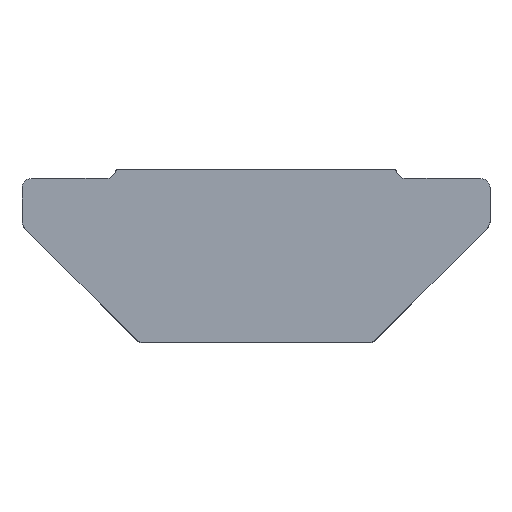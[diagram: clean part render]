
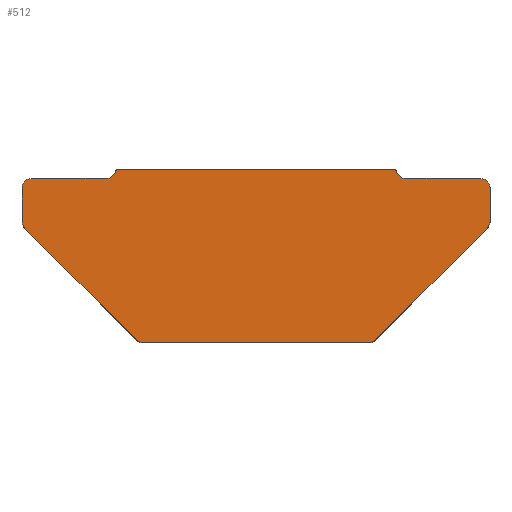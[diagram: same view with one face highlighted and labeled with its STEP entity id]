
A CAD part, top view. The second image highlights one B-rep face of the part: STEP entity #512.
In plain terms, the highlighted planar face has unit normal (0, 0, 1).
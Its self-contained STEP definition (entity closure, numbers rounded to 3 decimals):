
#20=PLANE('',#567);
#39=FACE_OUTER_BOUND('',#68,.T.);
#68=EDGE_LOOP('',(#378,#379,#380,#381,#382,#383,#384,#385,#386,#387,#388,
#389,#390,#391,#392,#393,#394,#395));
#98=LINE('',#770,#151);
#107=LINE('',#813,#160);
#108=LINE('',#817,#161);
#109=LINE('',#821,#162);
#110=LINE('',#825,#163);
#111=LINE('',#829,#164);
#112=LINE('',#833,#165);
#113=LINE('',#837,#166);
#151=VECTOR('',#614,10.);
#160=VECTOR('',#653,10.);
#161=VECTOR('',#656,10.);
#162=VECTOR('',#659,10.);
#163=VECTOR('',#662,10.);
#164=VECTOR('',#665,10.);
#165=VECTOR('',#668,10.);
#166=VECTOR('',#671,10.);
#200=CIRCLE('',#551,0.1);
#212=CIRCLE('',#566,0.1);
#213=CIRCLE('',#568,0.2);
#214=CIRCLE('',#569,0.2);
#215=CIRCLE('',#570,0.2);
#216=CIRCLE('',#571,0.2);
#217=CIRCLE('',#572,0.2);
#218=CIRCLE('',#573,0.2);
#219=CIRCLE('',#574,0.2);
#220=CIRCLE('',#575,0.2);
#222=VERTEX_POINT('',#757);
#223=VERTEX_POINT('',#758);
#227=VERTEX_POINT('',#768);
#244=VERTEX_POINT('',#806);
#245=VERTEX_POINT('',#810);
#246=VERTEX_POINT('',#812);
#247=VERTEX_POINT('',#814);
#248=VERTEX_POINT('',#816);
#249=VERTEX_POINT('',#818);
#250=VERTEX_POINT('',#820);
#251=VERTEX_POINT('',#822);
#252=VERTEX_POINT('',#824);
#253=VERTEX_POINT('',#826);
#254=VERTEX_POINT('',#828);
#255=VERTEX_POINT('',#830);
#256=VERTEX_POINT('',#832);
#257=VERTEX_POINT('',#834);
#258=VERTEX_POINT('',#836);
#272=EDGE_CURVE('',#222,#223,#200,.T.);
#278=EDGE_CURVE('',#222,#227,#98,.T.);
#297=EDGE_CURVE('',#244,#227,#212,.T.);
#298=EDGE_CURVE('',#245,#244,#213,.T.);
#299=EDGE_CURVE('',#246,#245,#107,.T.);
#300=EDGE_CURVE('',#247,#246,#214,.T.);
#301=EDGE_CURVE('',#248,#247,#108,.T.);
#302=EDGE_CURVE('',#249,#248,#215,.T.);
#303=EDGE_CURVE('',#250,#249,#109,.T.);
#304=EDGE_CURVE('',#251,#250,#216,.T.);
#305=EDGE_CURVE('',#252,#251,#110,.T.);
#306=EDGE_CURVE('',#253,#252,#217,.T.);
#307=EDGE_CURVE('',#254,#253,#111,.T.);
#308=EDGE_CURVE('',#255,#254,#218,.T.);
#309=EDGE_CURVE('',#256,#255,#112,.T.);
#310=EDGE_CURVE('',#257,#256,#219,.T.);
#311=EDGE_CURVE('',#258,#257,#113,.T.);
#312=EDGE_CURVE('',#223,#258,#220,.T.);
#378=ORIENTED_EDGE('',*,*,#272,.F.);
#379=ORIENTED_EDGE('',*,*,#278,.T.);
#380=ORIENTED_EDGE('',*,*,#297,.F.);
#381=ORIENTED_EDGE('',*,*,#298,.F.);
#382=ORIENTED_EDGE('',*,*,#299,.F.);
#383=ORIENTED_EDGE('',*,*,#300,.F.);
#384=ORIENTED_EDGE('',*,*,#301,.F.);
#385=ORIENTED_EDGE('',*,*,#302,.F.);
#386=ORIENTED_EDGE('',*,*,#303,.F.);
#387=ORIENTED_EDGE('',*,*,#304,.F.);
#388=ORIENTED_EDGE('',*,*,#305,.F.);
#389=ORIENTED_EDGE('',*,*,#306,.F.);
#390=ORIENTED_EDGE('',*,*,#307,.F.);
#391=ORIENTED_EDGE('',*,*,#308,.F.);
#392=ORIENTED_EDGE('',*,*,#309,.F.);
#393=ORIENTED_EDGE('',*,*,#310,.F.);
#394=ORIENTED_EDGE('',*,*,#311,.F.);
#395=ORIENTED_EDGE('',*,*,#312,.F.);
#512=ADVANCED_FACE('',(#39),#20,.T.);
#551=AXIS2_PLACEMENT_3D('',#759,#604,#605);
#566=AXIS2_PLACEMENT_3D('',#808,#647,#648);
#567=AXIS2_PLACEMENT_3D('',#809,#649,#650);
#568=AXIS2_PLACEMENT_3D('',#811,#651,#652);
#569=AXIS2_PLACEMENT_3D('',#815,#654,#655);
#570=AXIS2_PLACEMENT_3D('',#819,#657,#658);
#571=AXIS2_PLACEMENT_3D('',#823,#660,#661);
#572=AXIS2_PLACEMENT_3D('',#827,#663,#664);
#573=AXIS2_PLACEMENT_3D('',#831,#666,#667);
#574=AXIS2_PLACEMENT_3D('',#835,#669,#670);
#575=AXIS2_PLACEMENT_3D('',#838,#672,#673);
#604=DIRECTION('center_axis',(0.,0.,-1.));
#605=DIRECTION('ref_axis',(0.,-1.,0.));
#614=DIRECTION('',(-1.,0.,0.));
#647=DIRECTION('center_axis',(0.,0.,-1.));
#648=DIRECTION('ref_axis',(0.,-1.,0.));
#649=DIRECTION('center_axis',(0.,0.,1.));
#650=DIRECTION('ref_axis',(1.,0.,0.));
#651=DIRECTION('center_axis',(0.,0.,1.));
#652=DIRECTION('ref_axis',(0.,-1.,0.));
#653=DIRECTION('',(1.,0.,0.));
#654=DIRECTION('center_axis',(0.,0.,-1.));
#655=DIRECTION('ref_axis',(0.,1.,0.));
#656=DIRECTION('',(0.,1.,0.));
#657=DIRECTION('center_axis',(0.,0.,-1.));
#658=DIRECTION('ref_axis',(-1.,0.,0.));
#659=DIRECTION('',(-0.707,0.707,0.));
#660=DIRECTION('center_axis',(0.,0.,-1.));
#661=DIRECTION('ref_axis',(-0.707,-0.707,0.));
#662=DIRECTION('',(-1.,0.,0.));
#663=DIRECTION('center_axis',(0.,0.,-1.));
#664=DIRECTION('ref_axis',(0.,-1.,0.));
#665=DIRECTION('',(-0.707,-0.707,0.));
#666=DIRECTION('center_axis',(0.,0.,-1.));
#667=DIRECTION('ref_axis',(0.707,-0.707,0.));
#668=DIRECTION('',(0.,-1.,0.));
#669=DIRECTION('center_axis',(0.,0.,-1.));
#670=DIRECTION('ref_axis',(1.,0.,0.));
#671=DIRECTION('',(1.,0.,0.));
#672=DIRECTION('center_axis',(0.,0.,1.));
#673=DIRECTION('ref_axis',(-1.,0.,0.));
#757=CARTESIAN_POINT('',(7.959,3.7,9.));
#758=CARTESIAN_POINT('',(8.054,3.633,9.));
#759=CARTESIAN_POINT('Origin',(7.959,3.6,9.));
#768=CARTESIAN_POINT('',(2.125,3.7,9.));
#770=CARTESIAN_POINT('',(6.542,3.7,9.));
#806=CARTESIAN_POINT('',(2.031,3.633,9.));
#808=CARTESIAN_POINT('Origin',(2.125,3.6,9.));
#809=CARTESIAN_POINT('Origin',(5.042,2.5,9.));
#810=CARTESIAN_POINT('',(1.842,3.5,9.));
#811=CARTESIAN_POINT('Origin',(1.842,3.7,9.));
#812=CARTESIAN_POINT('',(0.242,3.5,9.));
#813=CARTESIAN_POINT('',(3.442,3.5,9.));
#814=CARTESIAN_POINT('',(0.042,3.3,9.));
#815=CARTESIAN_POINT('Origin',(0.242,3.3,9.));
#816=CARTESIAN_POINT('',(0.042,2.583,9.));
#817=CARTESIAN_POINT('',(0.042,2.9,9.));
#818=CARTESIAN_POINT('',(0.101,2.441,9.));
#819=CARTESIAN_POINT('Origin',(0.242,2.583,9.));
#820=CARTESIAN_POINT('',(2.484,0.059,9.));
#821=CARTESIAN_POINT('',(1.322,1.221,9.));
#822=CARTESIAN_POINT('',(2.625,0.,9.));
#823=CARTESIAN_POINT('Origin',(2.625,0.2,9.));
#824=CARTESIAN_POINT('',(7.46,0.,9.));
#825=CARTESIAN_POINT('',(3.834,0.,9.));
#826=CARTESIAN_POINT('',(7.601,0.059,9.));
#827=CARTESIAN_POINT('Origin',(7.46,0.2,9.));
#828=CARTESIAN_POINT('',(9.984,2.441,9.));
#829=CARTESIAN_POINT('',(7.572,0.029,9.));
#830=CARTESIAN_POINT('',(10.042,2.583,9.));
#831=CARTESIAN_POINT('Origin',(9.842,2.583,9.));
#832=CARTESIAN_POINT('',(10.042,3.3,9.));
#833=CARTESIAN_POINT('',(10.042,2.541,9.));
#834=CARTESIAN_POINT('',(9.842,3.5,9.));
#835=CARTESIAN_POINT('Origin',(9.842,3.3,9.));
#836=CARTESIAN_POINT('',(8.242,3.5,9.));
#837=CARTESIAN_POINT('',(7.442,3.5,9.));
#838=CARTESIAN_POINT('Origin',(8.242,3.7,9.));
